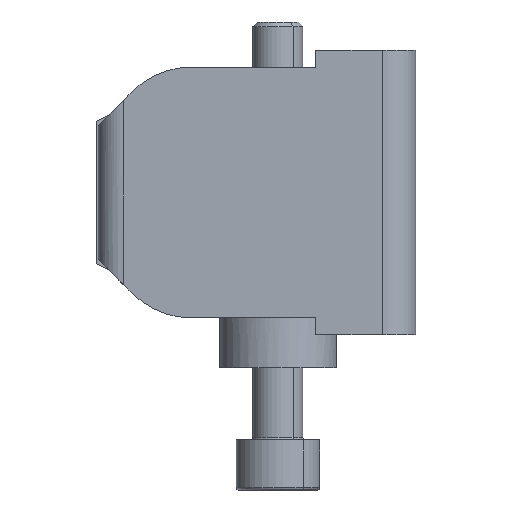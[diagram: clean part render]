
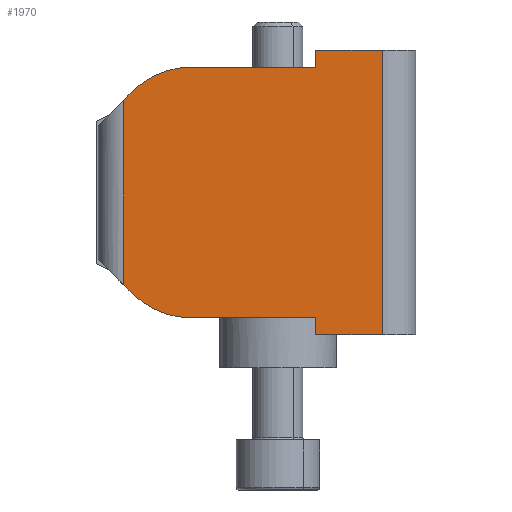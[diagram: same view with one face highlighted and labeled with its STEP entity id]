
A CAD part, left-side view. The second image highlights one B-rep face of the part: STEP entity #1970.
In plain terms, the highlighted planar face has unit normal (-1, 0, 0).
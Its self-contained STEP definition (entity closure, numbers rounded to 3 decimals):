
#1 = ORIENTED_EDGE ( 'NONE', *, *, #3877, .T. ) ;
#96 = VERTEX_POINT ( 'NONE', #3433 ) ;
#97 = CARTESIAN_POINT ( 'NONE',  ( -55., 10.358, -15. ) ) ;
#192 = LINE ( 'NONE', #544, #467 ) ;
#251 = VERTEX_POINT ( 'NONE', #3837 ) ;
#347 = CARTESIAN_POINT ( 'NONE',  ( -55., -80.283, 17. ) ) ;
#399 = DIRECTION ( 'NONE',  ( 0., 0., -1. ) ) ;
#401 = CARTESIAN_POINT ( 'NONE',  ( -55., 17.429, -12.071 ) ) ;
#438 = CARTESIAN_POINT ( 'NONE',  ( -55., -12.5, -17. ) ) ;
#467 = VECTOR ( 'NONE', #2885, 1000. ) ;
#472 = DIRECTION ( 'NONE',  ( 0., 1., 0. ) ) ;
#480 = EDGE_CURVE ( 'NONE', #1250, #1452, #3694, .T. ) ;
#486 = EDGE_CURVE ( 'NONE', #1769, #678, #952, .T. ) ;
#544 = CARTESIAN_POINT ( 'NONE',  ( -55., 14.5, 15. ) ) ;
#613 = CARTESIAN_POINT ( 'NONE',  ( -55., 10.358, 5. ) ) ;
#678 = VERTEX_POINT ( 'NONE', #401 ) ;
#721 = ORIENTED_EDGE ( 'NONE', *, *, #1661, .F. ) ;
#745 = ORIENTED_EDGE ( 'NONE', *, *, #2009, .F. ) ;
#760 = VERTEX_POINT ( 'NONE', #1753 ) ;
#820 = CARTESIAN_POINT ( 'NONE',  ( -55., -14.5, -15. ) ) ;
#935 = LINE ( 'NONE', #2719, #2136 ) ;
#952 = LINE ( 'NONE', #1666, #1315 ) ;
#954 = DIRECTION ( 'NONE',  ( 0., 1., 0. ) ) ;
#961 = AXIS2_PLACEMENT_3D ( 'NONE', #820, #1841, #1485 ) ;
#1051 = EDGE_CURVE ( 'NONE', #96, #251, #1084, .T. ) ;
#1070 = VECTOR ( 'NONE', #2699, 1000. ) ;
#1073 = ORIENTED_EDGE ( 'NONE', *, *, #3362, .T. ) ;
#1084 = LINE ( 'NONE', #347, #1405 ) ;
#1123 = LINE ( 'NONE', #3022, #2276 ) ;
#1224 = CARTESIAN_POINT ( 'NONE',  ( -55., 10.358, -5. ) ) ;
#1250 = VERTEX_POINT ( 'NONE', #438 ) ;
#1259 = FACE_OUTER_BOUND ( 'NONE', #2614, .T. ) ;
#1268 = CARTESIAN_POINT ( 'NONE',  ( -55., -4.5, 17. ) ) ;
#1304 = DIRECTION ( 'NONE',  ( 0., 1., 0. ) ) ;
#1315 = VECTOR ( 'NONE', #2667, 1000. ) ;
#1344 = CARTESIAN_POINT ( 'NONE',  ( -55., -4.5, -15. ) ) ;
#1350 = DIRECTION ( 'NONE',  ( 0., 1., 0. ) ) ;
#1360 = LINE ( 'NONE', #3817, #1670 ) ;
#1363 = VECTOR ( 'NONE', #1350, 1000. ) ;
#1405 = VECTOR ( 'NONE', #1304, 1000. ) ;
#1413 = AXIS2_PLACEMENT_3D ( 'NONE', #1224, #2229, #3555 ) ;
#1436 = CARTESIAN_POINT ( 'NONE',  ( -55., -12.5, -15. ) ) ;
#1452 = VERTEX_POINT ( 'NONE', #3125 ) ;
#1485 = DIRECTION ( 'NONE',  ( 0., 1., 0. ) ) ;
#1506 = ORIENTED_EDGE ( 'NONE', *, *, #2616, .T. ) ;
#1510 = CIRCLE ( 'NONE', #1715, 10. ) ;
#1551 = EDGE_CURVE ( 'NONE', #760, #2958, #192, .T. ) ;
#1661 = EDGE_CURVE ( 'NONE', #2044, #3376, #3509, .T. ) ;
#1666 = CARTESIAN_POINT ( 'NONE',  ( -55., 21.5, -8. ) ) ;
#1670 = VECTOR ( 'NONE', #472, 1000. ) ;
#1715 = AXIS2_PLACEMENT_3D ( 'NONE', #613, #2922, #954 ) ;
#1753 = CARTESIAN_POINT ( 'NONE',  ( -55., 17.429, 12.071 ) ) ;
#1769 = VERTEX_POINT ( 'NONE', #4297 ) ;
#1841 = DIRECTION ( 'NONE',  ( 1., 0., 0. ) ) ;
#1890 = CIRCLE ( 'NONE', #1413, 10. ) ;
#1910 = DIRECTION ( 'NONE',  ( 0., 0., 1. ) ) ;
#1912 = ORIENTED_EDGE ( 'NONE', *, *, #1551, .T. ) ;
#1932 = ORIENTED_EDGE ( 'NONE', *, *, #1051, .T. ) ;
#1970 = ADVANCED_FACE ( 'NONE', ( #1259 ), #3452, .F. ) ;
#2009 = EDGE_CURVE ( 'NONE', #3562, #3569, #1360, .T. ) ;
#2044 = VERTEX_POINT ( 'NONE', #3196 ) ;
#2046 = LINE ( 'NONE', #1268, #2411 ) ;
#2123 = ORIENTED_EDGE ( 'NONE', *, *, #3472, .F. ) ;
#2136 = VECTOR ( 'NONE', #3658, 1000. ) ;
#2167 = EDGE_CURVE ( 'NONE', #3376, #251, #2046, .T. ) ;
#2226 = EDGE_CURVE ( 'NONE', #678, #3569, #1890, .T. ) ;
#2229 = DIRECTION ( 'NONE',  ( -1., 0., 0. ) ) ;
#2276 = VECTOR ( 'NONE', #399, 1000. ) ;
#2309 = CARTESIAN_POINT ( 'NONE',  ( -55., -4.5, 15. ) ) ;
#2411 = VECTOR ( 'NONE', #1910, 1000. ) ;
#2614 = EDGE_LOOP ( 'NONE', ( #3728, #1506, #1932, #4124, #721, #1073, #1912, #1, #3605, #3764, #745, #2123 ) ) ;
#2616 = EDGE_CURVE ( 'NONE', #1250, #96, #3810, .T. ) ;
#2667 = DIRECTION ( 'NONE',  ( 0., -0.707, -0.707 ) ) ;
#2699 = DIRECTION ( 'NONE',  ( 0., -1., 0. ) ) ;
#2719 = CARTESIAN_POINT ( 'NONE',  ( -55., -4.5, -17. ) ) ;
#2765 = DIRECTION ( 'NONE',  ( 0., 0., 1. ) ) ;
#2885 = DIRECTION ( 'NONE',  ( 0., 0.707, -0.707 ) ) ;
#2922 = DIRECTION ( 'NONE',  ( -1., 0., 0. ) ) ;
#2930 = VECTOR ( 'NONE', #2765, 1000. ) ;
#2958 = VERTEX_POINT ( 'NONE', #3084 ) ;
#3022 = CARTESIAN_POINT ( 'NONE',  ( -55., 18.5, -15. ) ) ;
#3084 = CARTESIAN_POINT ( 'NONE',  ( -55., 18.5, 11. ) ) ;
#3125 = CARTESIAN_POINT ( 'NONE',  ( -55., -4.5, -17. ) ) ;
#3196 = CARTESIAN_POINT ( 'NONE',  ( -55., 10.358, 15. ) ) ;
#3307 = CARTESIAN_POINT ( 'NONE',  ( -55., -80.283, -17. ) ) ;
#3327 = CARTESIAN_POINT ( 'NONE',  ( -55., -14.5, 15. ) ) ;
#3362 = EDGE_CURVE ( 'NONE', #2044, #760, #1510, .T. ) ;
#3376 = VERTEX_POINT ( 'NONE', #2309 ) ;
#3433 = CARTESIAN_POINT ( 'NONE',  ( -55., -12.5, 17. ) ) ;
#3452 = PLANE ( 'NONE',  #961 ) ;
#3472 = EDGE_CURVE ( 'NONE', #1452, #3562, #935, .T. ) ;
#3509 = LINE ( 'NONE', #3327, #1070 ) ;
#3555 = DIRECTION ( 'NONE',  ( 0., 1., 0. ) ) ;
#3562 = VERTEX_POINT ( 'NONE', #1344 ) ;
#3569 = VERTEX_POINT ( 'NONE', #97 ) ;
#3605 = ORIENTED_EDGE ( 'NONE', *, *, #486, .T. ) ;
#3658 = DIRECTION ( 'NONE',  ( 0., 0., 1. ) ) ;
#3694 = LINE ( 'NONE', #3307, #1363 ) ;
#3728 = ORIENTED_EDGE ( 'NONE', *, *, #480, .F. ) ;
#3764 = ORIENTED_EDGE ( 'NONE', *, *, #2226, .T. ) ;
#3810 = LINE ( 'NONE', #1436, #2930 ) ;
#3817 = CARTESIAN_POINT ( 'NONE',  ( -55., -14.5, -15. ) ) ;
#3837 = CARTESIAN_POINT ( 'NONE',  ( -55., -4.5, 17. ) ) ;
#3877 = EDGE_CURVE ( 'NONE', #2958, #1769, #1123, .T. ) ;
#4124 = ORIENTED_EDGE ( 'NONE', *, *, #2167, .F. ) ;
#4297 = CARTESIAN_POINT ( 'NONE',  ( -55., 18.5, -11. ) ) ;
